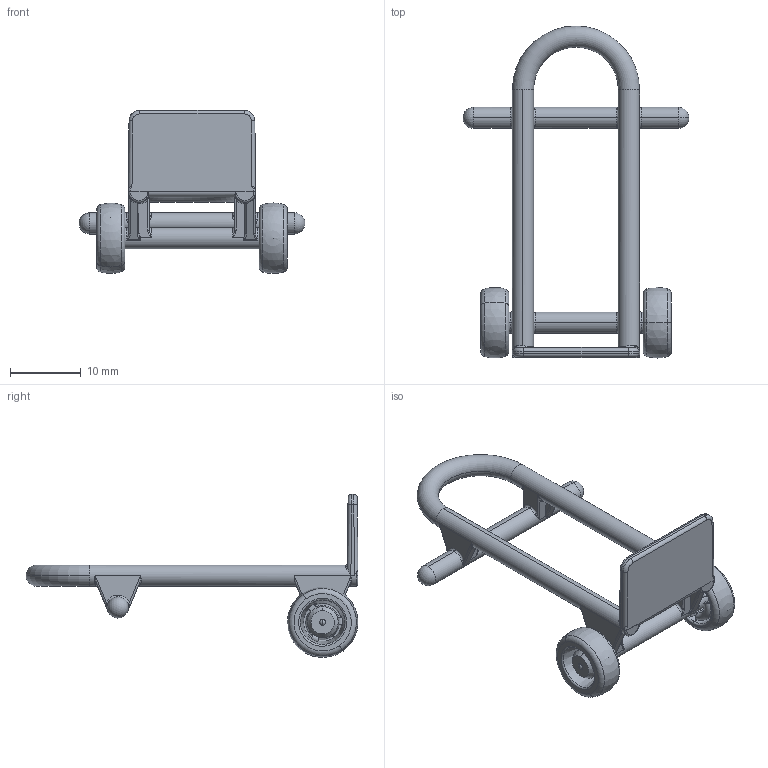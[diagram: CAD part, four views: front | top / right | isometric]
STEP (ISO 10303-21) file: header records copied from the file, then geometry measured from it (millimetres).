
FILE_DESCRIPTION (( 'STEP AP203' ), '1' );
FILE_NAME ('20-20017a.STEP', '2014-04-13T23:53:57', ( 'Nicholas Morozovsky' ), ( '' ), 'SwSTEP 2.0', 'SolidWorks 2012', '' );
FILE_SCHEMA (( 'CONFIG_CONTROL_DESIGN' ));
Length unit declared in the file: millimetre
Products named in the file (1): 20-20017a
Bounding box: 31.99 x 47 x 23.1 mm (x, y, z)
Volume: 1933 mm3; surface area: 2928.7 mm2
Topology: 3 solids, 3 shells, 315 faces, 818 edges, 465 vertices
Faces by surface type: bspline 74, cylinder 69, plane 67, torus 62, cone 32, sphere 11
Entity records: 11643 total; most frequent: CARTESIAN_POINT 4949, ORIENTED_EDGE 1528, DIRECTION 1234, EDGE_CURVE 764, AXIS2_PLACEMENT_3D 519, VERTEX_POINT 453, EDGE_LOOP 323, ADVANCED_FACE 315
